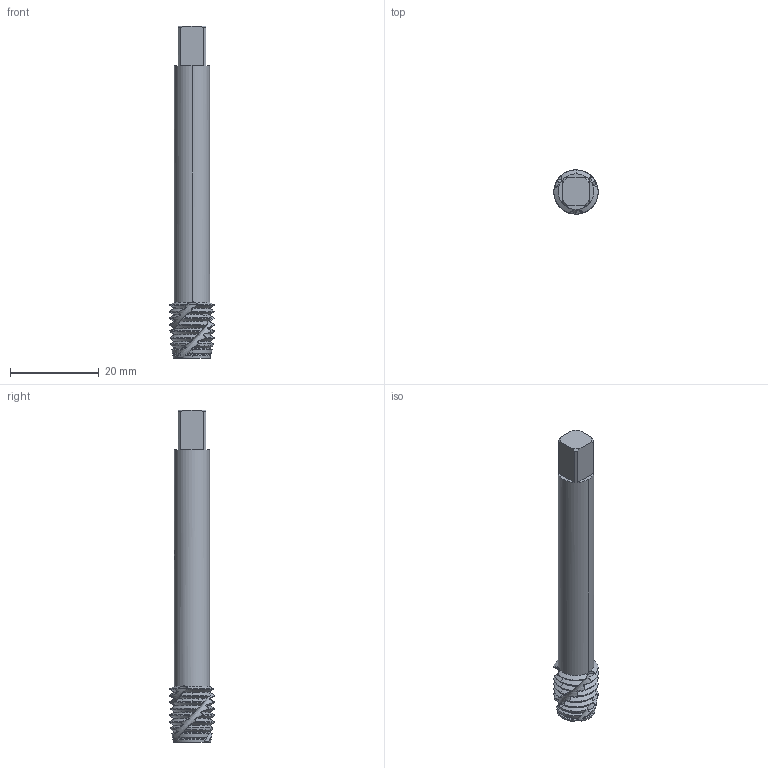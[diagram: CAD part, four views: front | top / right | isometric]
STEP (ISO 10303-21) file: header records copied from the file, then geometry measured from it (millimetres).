
FILE_DESCRIPTION(('no description'),'unknown implementation level');
FILE_NAME('solidczPaiO6oHGKRXd_sizTuXdok8do_1.STP',' ',('CIM GmbH Aachen'),('CADClick - KiM GmbH - www.kimweb.de'),'unknown preprocess','ACIS','unknown authorization');
FILE_SCHEMA(('automotive_design'));
Length unit declared in the file: millimetre
Products named in the file (2): 1; 2
Bounding box: 10 x 10 x 75 mm (x, y, z)
Volume: 3787.5 mm3; surface area: 2841.4 mm2
Topology: 2 solids, 2 shells, 210 faces, 593 edges, 383 vertices
Faces by surface type: cone 105, cylinder 79, plane 17, bspline 6, revolution 3
Entity records: 16990 total; most frequent: CARTESIAN_POINT 5320, STYLED_ITEM 1184, PRESENTATION_STYLE_ASSIGNMENT 1184, COLOUR_RGB 1184, ORIENTED_EDGE 1178, DIRECTION 967, EDGE_CURVE 589, CURVE_STYLE 589
